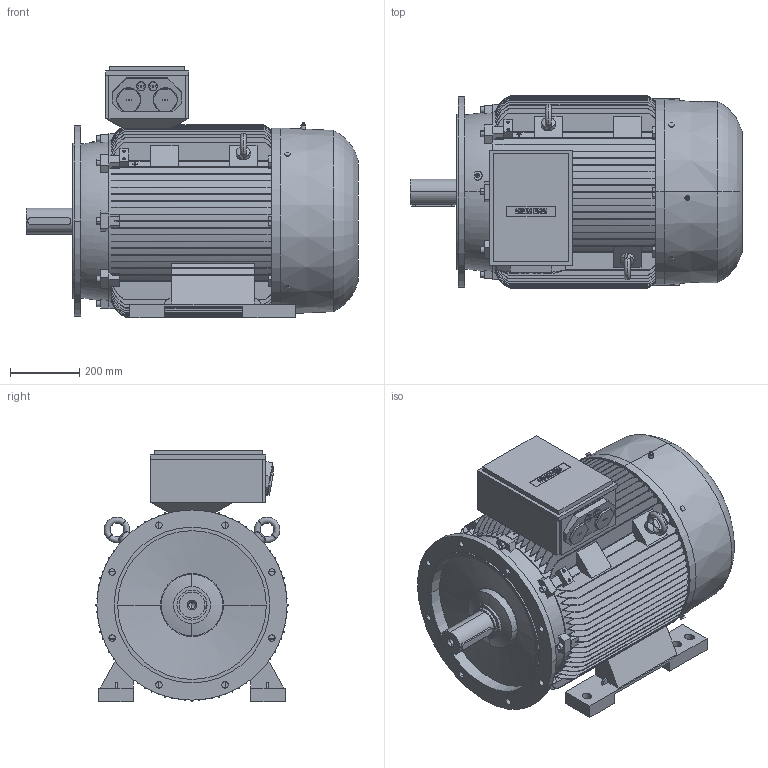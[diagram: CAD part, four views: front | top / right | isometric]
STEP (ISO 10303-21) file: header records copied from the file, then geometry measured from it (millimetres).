
FILE_DESCRIPTION(('STEP AP214'),'1');
FILE_NAME('cctmp_C4D7E6FD-2E7B-4EF5-A5D5-327EA59F4F0E_2023_06_27_09_08_44_0336..stp','2023-06-27T07:08:45',('SIEMENS A&D'),('CADClick - www.CADClick.com'),'Spatial InterOp 3D',' ','unknown authorization');
FILE_SCHEMA(('AUTOMOTIVE_DESIGN'));
Length unit declared in the file: millimetre
Products named in the file (1): 1
Bounding box: 960 x 556 x 728 mm (x, y, z)
Volume: 168448870 mm3; surface area: 5357258 mm2
Topology: 4 solids, 4 shells, 1303 faces, 3598 edges, 2373 vertices
Faces by surface type: plane 809, cylinder 296, torus 170, cone 28
Entity records: 64039 total; most frequent: CARTESIAN_POINT 20867, ORIENTED_EDGE 7192, DIRECTION 6254, EDGE_CURVE 3596, VERTEX_POINT 2373, LINE 2276, VECTOR 2276, AXIS2_PLACEMENT_3D 1989
